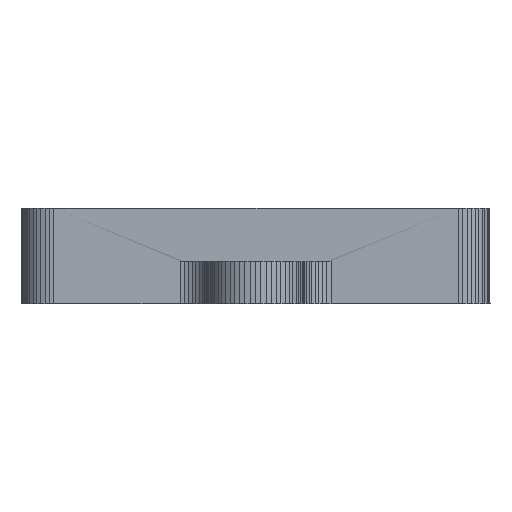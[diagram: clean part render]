
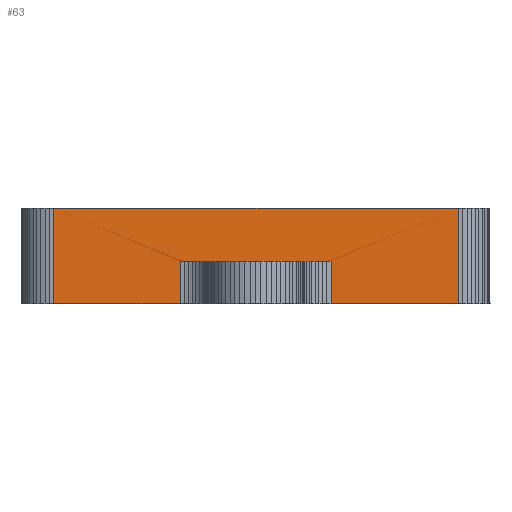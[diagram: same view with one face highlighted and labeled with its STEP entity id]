
A CAD part, front view. The second image highlights one B-rep face of the part: STEP entity #63.
In plain terms, the highlighted planar face has unit normal (0, -1, 0).
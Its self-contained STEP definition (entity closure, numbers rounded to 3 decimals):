
#63=ADVANCED_FACE('',(#611),#8771,.T.);
#611=FACE_OUTER_BOUND('',#1159,.T.);
#1159=EDGE_LOOP('',(#1840,#1841,#1842,#1843,#1844,#1845,#1846,#1847,#1848,
#1849));
#1840=ORIENTED_EDGE('',*,*,#4936,.T.);
#1841=ORIENTED_EDGE('',*,*,#4714,.T.);
#1842=ORIENTED_EDGE('',*,*,#4715,.T.);
#1843=ORIENTED_EDGE('',*,*,#4836,.T.);
#1844=ORIENTED_EDGE('',*,*,#5612,.T.);
#1845=ORIENTED_EDGE('',*,*,#5609,.T.);
#1846=ORIENTED_EDGE('',*,*,#4926,.T.);
#1847=ORIENTED_EDGE('',*,*,#4890,.T.);
#1848=ORIENTED_EDGE('',*,*,#5069,.T.);
#1849=ORIENTED_EDGE('',*,*,#4817,.T.);
#4714=EDGE_CURVE('',#7764,#7765,#6239,.T.);
#4715=EDGE_CURVE('',#7765,#7762,#6240,.T.);
#4817=EDGE_CURVE('',#7847,#7846,#6342,.T.);
#4836=EDGE_CURVE('',#7762,#8489,#6361,.T.);
#4890=EDGE_CURVE('',#7866,#7867,#6415,.T.);
#4926=EDGE_CURVE('',#7865,#7866,#6451,.T.);
#4936=EDGE_CURVE('',#7846,#7764,#6461,.T.);
#5069=EDGE_CURVE('',#7867,#7847,#6594,.T.);
#5609=EDGE_CURVE('',#7864,#7865,#7134,.T.);
#5612=EDGE_CURVE('',#8489,#7864,#7137,.T.);
#6239=B_SPLINE_CURVE_WITH_KNOTS('',1,(#12004,#12005),.UNSPECIFIED.,.F.,
 .F.,(2,2),(0.189,0.347),.UNSPECIFIED.);
#6240=B_SPLINE_CURVE_WITH_KNOTS('',1,(#12006,#12007),.UNSPECIFIED.,.F.,
 .F.,(2,2),(0.347,0.363),.UNSPECIFIED.);
#6342=B_SPLINE_CURVE_WITH_KNOTS('',1,(#12210,#12211),.UNSPECIFIED.,.F.,
 .F.,(2,2),(0.742,1.096),.UNSPECIFIED.);
#6361=B_SPLINE_CURVE_WITH_KNOTS('',1,(#12248,#12249),.UNSPECIFIED.,.F.,
 .F.,(2,2),(0.64,1.167),.UNSPECIFIED.);
#6415=B_SPLINE_CURVE_WITH_KNOTS('',1,(#12356,#12357),.UNSPECIFIED.,.F.,
 .F.,(2,2),(-0.742,-0.388),.UNSPECIFIED.);
#6451=B_SPLINE_CURVE_WITH_KNOTS('',1,(#12428,#12429),.UNSPECIFIED.,.F.,
 .F.,(2,2),(-0.47,0.),.UNSPECIFIED.);
#6461=B_SPLINE_CURVE_WITH_KNOTS('',1,(#12448,#12449),.UNSPECIFIED.,.F.,
 .F.,(2,2),(-2.,-1.534),.UNSPECIFIED.);
#6594=B_SPLINE_CURVE_WITH_KNOTS('',1,(#12714,#12715),.UNSPECIFIED.,.F.,
 .F.,(2,2),(-10.359,-8.863),.UNSPECIFIED.);
#7134=B_SPLINE_CURVE_WITH_KNOTS('',1,(#13794,#13795),.UNSPECIFIED.,.F.,
 .F.,(2,2),(0.016,0.173),.UNSPECIFIED.);
#7137=B_SPLINE_CURVE_WITH_KNOTS('',1,(#13800,#13801),.UNSPECIFIED.,.F.,
 .F.,(2,2),(0.347,0.363),.UNSPECIFIED.);
#7762=VERTEX_POINT('',#11022);
#7764=VERTEX_POINT('',#11024);
#7765=VERTEX_POINT('',#11025);
#7846=VERTEX_POINT('',#11106);
#7847=VERTEX_POINT('',#11107);
#7864=VERTEX_POINT('',#11124);
#7865=VERTEX_POINT('',#11125);
#7866=VERTEX_POINT('',#11126);
#7867=VERTEX_POINT('',#11127);
#8489=VERTEX_POINT('',#11749);
#8771=PLANE('',#9407);
#9407=AXIS2_PLACEMENT_3D('',#10509,#9958,$);
#9958=DIRECTION('',(0.,-1.,0.));
#10509=CARTESIAN_POINT('',(3.,9.509,0.));
#11022=CARTESIAN_POINT('',(15.259,9.466,4.));
#11024=CARTESIAN_POINT('',(14.858,9.508,0.));
#11025=CARTESIAN_POINT('',(14.858,9.508,4.));
#11106=CARTESIAN_POINT('',(3.,9.509,0.));
#11107=CARTESIAN_POINT('',(3.,9.509,9.));
#11124=CARTESIAN_POINT('',(29.052,9.51,4.));
#11125=CARTESIAN_POINT('',(29.052,9.51,0.));
#11126=CARTESIAN_POINT('',(41.,9.509,0.));
#11127=CARTESIAN_POINT('',(41.,9.509,9.));
#11749=CARTESIAN_POINT('',(28.652,9.46,4.));
#12004=CARTESIAN_POINT('',(14.858,9.508,0.));
#12005=CARTESIAN_POINT('',(14.858,9.508,4.));
#12006=CARTESIAN_POINT('',(14.858,9.508,4.));
#12007=CARTESIAN_POINT('',(15.259,9.458,4.));
#12210=CARTESIAN_POINT('',(3.,9.509,9.));
#12211=CARTESIAN_POINT('',(3.,9.509,0.));
#12248=CARTESIAN_POINT('',(15.259,9.508,4.));
#12249=CARTESIAN_POINT('',(28.652,9.51,4.));
#12356=CARTESIAN_POINT('',(41.,9.509,0.));
#12357=CARTESIAN_POINT('',(41.,9.509,9.));
#12428=CARTESIAN_POINT('',(29.052,9.51,0.));
#12429=CARTESIAN_POINT('',(41.,9.509,0.));
#12448=CARTESIAN_POINT('',(3.,9.509,0.));
#12449=CARTESIAN_POINT('',(14.858,9.508,0.));
#12714=CARTESIAN_POINT('',(41.,9.509,9.));
#12715=CARTESIAN_POINT('',(3.,9.509,9.));
#13794=CARTESIAN_POINT('',(29.052,9.51,4.));
#13795=CARTESIAN_POINT('',(29.052,9.51,0.));
#13800=CARTESIAN_POINT('',(28.652,9.46,4.));
#13801=CARTESIAN_POINT('',(29.052,9.51,4.));
